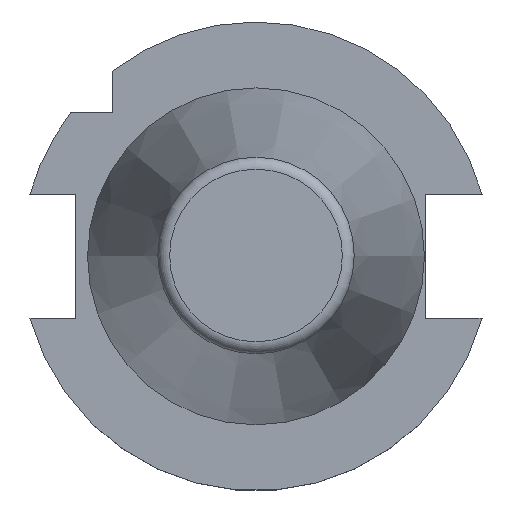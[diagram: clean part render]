
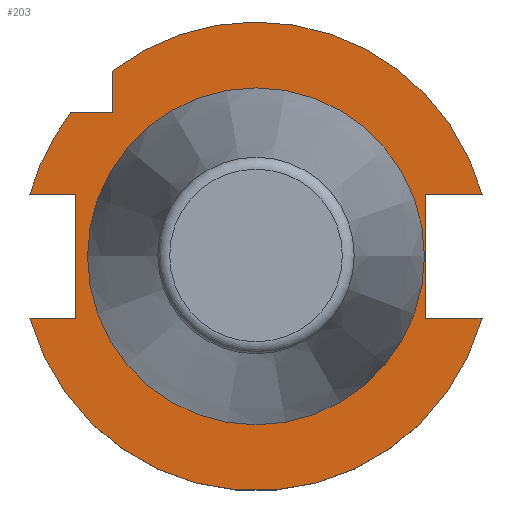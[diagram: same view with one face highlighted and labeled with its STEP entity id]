
A CAD part, top view. The second image highlights one B-rep face of the part: STEP entity #203.
In plain terms, the highlighted planar face has unit normal (0, 0, 1).
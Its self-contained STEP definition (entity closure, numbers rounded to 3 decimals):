
#54=LINE('',#1204,#105);
#55=LINE('',#1207,#106);
#56=LINE('',#1208,#107);
#57=LINE('',#1210,#108);
#58=LINE('',#1211,#109);
#59=LINE('',#1213,#110);
#60=LINE('',#1215,#111);
#61=LINE('',#1216,#112);
#105=VECTOR('',#963,1.);
#106=VECTOR('',#964,1.);
#107=VECTOR('',#965,1.);
#108=VECTOR('',#966,1.);
#109=VECTOR('',#967,1.);
#110=VECTOR('',#968,1.);
#111=VECTOR('',#969,1.);
#112=VECTOR('',#970,1.);
#172=PLANE('',#823);
#203=ADVANCED_FACE('CU_FL_SU_5',(#268,#269),#172,.F.);
#268=FACE_BOUND('',#319,.T.);
#269=FACE_BOUND('',#320,.T.);
#319=EDGE_LOOP('',(#412,#413,#414,#415,#416,#417,#418,#419,#420,#421,#422));
#320=EDGE_LOOP('',(#423));
#412=ORIENTED_EDGE('',*,*,#662,.T.);
#413=ORIENTED_EDGE('',*,*,#663,.T.);
#414=ORIENTED_EDGE('',*,*,#654,.T.);
#415=ORIENTED_EDGE('',*,*,#664,.T.);
#416=ORIENTED_EDGE('',*,*,#665,.F.);
#417=ORIENTED_EDGE('',*,*,#658,.F.);
#418=ORIENTED_EDGE('',*,*,#666,.F.);
#419=ORIENTED_EDGE('',*,*,#667,.F.);
#420=ORIENTED_EDGE('',*,*,#668,.T.);
#421=ORIENTED_EDGE('',*,*,#650,.F.);
#422=ORIENTED_EDGE('',*,*,#669,.F.);
#423=ORIENTED_EDGE('',*,*,#670,.T.);
#579=VERTEX_POINT('',#1173);
#581=VERTEX_POINT('',#1177);
#582=VERTEX_POINT('',#1181);
#585=VERTEX_POINT('',#1186);
#587=VERTEX_POINT('',#1191);
#589=VERTEX_POINT('',#1195);
#592=VERTEX_POINT('',#1205);
#593=VERTEX_POINT('',#1206);
#594=VERTEX_POINT('',#1209);
#595=VERTEX_POINT('',#1212);
#596=VERTEX_POINT('',#1214);
#597=VERTEX_POINT('',#1218);
#650=EDGE_CURVE('',#581,#579,#732,.T.);
#654=EDGE_CURVE('',#582,#585,#734,.T.);
#658=EDGE_CURVE('',#589,#587,#736,.T.);
#662=EDGE_CURVE('',#592,#593,#54,.T.);
#663=EDGE_CURVE('',#593,#582,#55,.T.);
#664=EDGE_CURVE('',#585,#594,#56,.T.);
#665=EDGE_CURVE('',#587,#594,#57,.T.);
#666=EDGE_CURVE('',#595,#589,#58,.T.);
#667=EDGE_CURVE('',#596,#595,#59,.T.);
#668=EDGE_CURVE('',#596,#579,#60,.T.);
#669=EDGE_CURVE('',#592,#581,#61,.T.);
#670=EDGE_CURVE('',#597,#597,#738,.T.);
#732=CIRCLE('',#812,48.725);
#734=CIRCLE('',#815,48.725);
#736=CIRCLE('',#818,48.725);
#738=CIRCLE('',#822,34.7);
#812=AXIS2_PLACEMENT_3D('',#1178,#937,#938);
#815=AXIS2_PLACEMENT_3D('',#1187,#945,#946);
#818=AXIS2_PLACEMENT_3D('',#1196,#953,#954);
#822=AXIS2_PLACEMENT_3D('',#1217,#971,#972);
#823=AXIS2_PLACEMENT_3D('',#1219,#973,#974);
#937=DIRECTION('',(0.,0.,-1.));
#938=DIRECTION('',(-1.,0.,0.));
#945=DIRECTION('',(0.,0.,1.));
#946=DIRECTION('',(-1.,0.,0.));
#953=DIRECTION('',(0.,0.,-1.));
#954=DIRECTION('',(-1.,0.,0.));
#963=DIRECTION('',(0.,1.,0.));
#964=DIRECTION('',(1.,0.,0.));
#965=DIRECTION('',(0.,-1.,0.));
#966=DIRECTION('',(1.,0.,0.));
#967=DIRECTION('',(-1.,0.,0.));
#968=DIRECTION('',(0.,1.,0.));
#969=DIRECTION('',(-1.,0.,0.));
#970=DIRECTION('',(1.,0.,0.));
#971=DIRECTION('',(0.,0.,-1.));
#972=DIRECTION('',(-1.,0.,0.));
#973=DIRECTION('',(0.,0.,-1.));
#974=DIRECTION('',(-1.,0.,0.));
#1173=CARTESIAN_POINT('',(-46.986,-12.903,-3.2));
#1177=CARTESIAN_POINT('',(46.986,-12.903,-3.2));
#1178=CARTESIAN_POINT('',(0.,0.,-3.2));
#1181=CARTESIAN_POINT('',(46.986,12.903,-3.2));
#1186=CARTESIAN_POINT('',(-29.85,38.511,-3.2));
#1187=CARTESIAN_POINT('',(0.,0.,-3.2));
#1191=CARTESIAN_POINT('',(-38.511,29.85,-3.2));
#1195=CARTESIAN_POINT('',(-46.986,12.903,-3.2));
#1196=CARTESIAN_POINT('',(0.,0.,-3.2));
#1204=CARTESIAN_POINT('',(35.3,34.7,-3.2));
#1205=CARTESIAN_POINT('',(35.3,-12.903,-3.2));
#1206=CARTESIAN_POINT('',(35.3,12.903,-3.2));
#1207=CARTESIAN_POINT('',(58.725,12.903,-3.2));
#1208=CARTESIAN_POINT('',(-29.85,34.7,-3.2));
#1209=CARTESIAN_POINT('',(-29.85,29.85,-3.2));
#1210=CARTESIAN_POINT('',(0.,29.85,-3.2));
#1211=CARTESIAN_POINT('',(0.,12.903,-3.2));
#1212=CARTESIAN_POINT('',(-37.5,12.903,-3.2));
#1213=CARTESIAN_POINT('',(-37.5,34.7,-3.2));
#1214=CARTESIAN_POINT('',(-37.5,-12.903,-3.2));
#1215=CARTESIAN_POINT('',(-58.725,-12.903,-3.2));
#1216=CARTESIAN_POINT('',(0.,-12.903,-3.2));
#1217=CARTESIAN_POINT('',(0.,0.,-3.2));
#1218=CARTESIAN_POINT('',(-34.7,0.,-3.2));
#1219=CARTESIAN_POINT('',(0.,34.7,-3.2));
